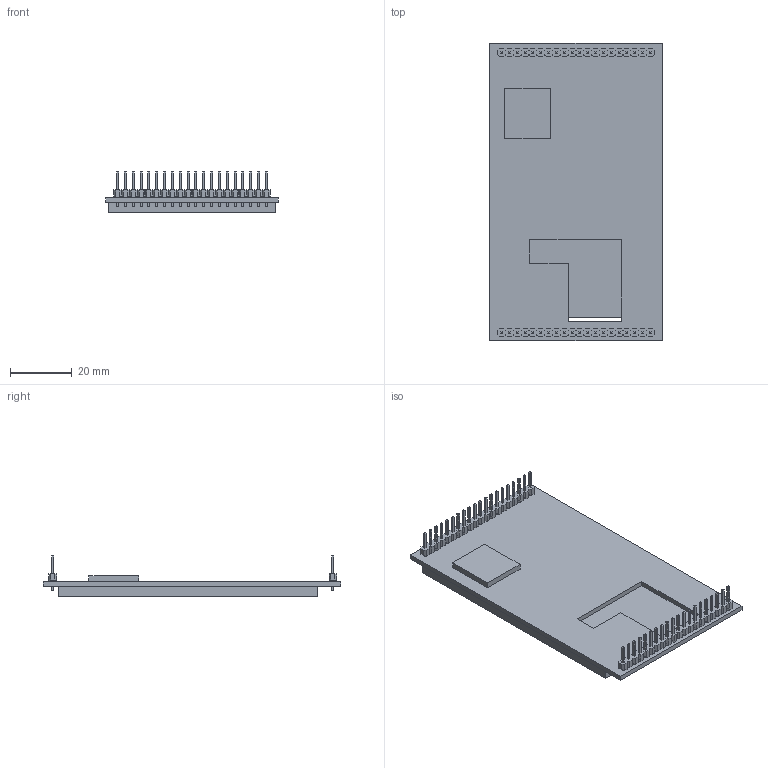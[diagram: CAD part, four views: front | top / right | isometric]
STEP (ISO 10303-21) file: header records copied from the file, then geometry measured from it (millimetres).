
FILE_DESCRIPTION(/* description */ ('STEP AP214','CAx-IF Rec.Pracs.---User Defined Attributes---1.5---2016-08-15'),/* implementation_level */ '2;1');
FILE_NAME(/* name */ '69928fd16e3ea835afd4a3bc',/* time_stamp */ '2026-02-16T03:32:35Z',/* author */ (''),/* organization */ (''),/* preprocessor_version */ 'ST-DEVELOPER v20',/* originating_system */ 'ONSHAPE BY PTC INC, 1.210',/* authorisation */ ' ');
FILE_SCHEMA (('AUTOMOTIVE_DESIGN {1 0 10303 214 3 1 1}'));
Length unit declared in the file: metre
Products named in the file (1): 3.5" TFT Touch Panel
Bounding box: 55.88 x 96.52 x 13.4 mm (x, y, z)
Volume: 22718.2 mm3; surface area: 14606.5 mm2
Topology: 1 solids, 1 shells, 1200 faces, 3254 edges, 2062 vertices
Faces by surface type: plane 1160, cylinder 40
Full cylindrical faces by diameter (mm): 1 x40
Entity records: 42301 total; most frequent: CARTESIAN_POINT 6477, ORIENTED_EDGE 6428, DIRECTION 5696, EDGE_CURVE 3214, LINE 3134, VECTOR 3134, VERTEX_POINT 2062, EDGE_LOOP 1484
